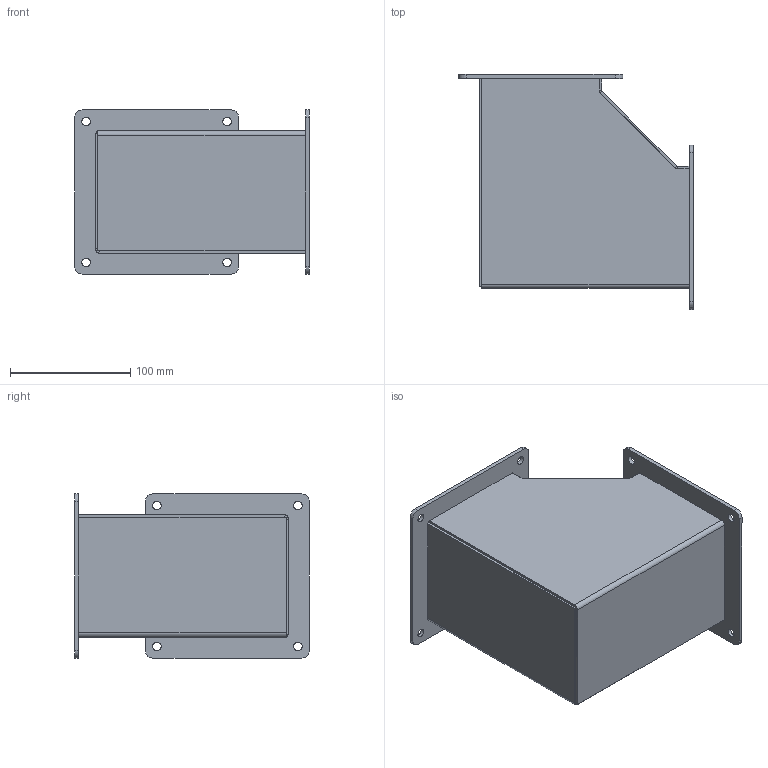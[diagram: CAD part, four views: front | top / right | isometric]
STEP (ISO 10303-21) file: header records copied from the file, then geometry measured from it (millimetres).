
FILE_DESCRIPTION(/* description */ ('JW, WW-FITTING, ELBOW, 90°, TUB HALF, CS, 4"'),/* implementation_level */ '2;1');
FILE_NAME(/* name */ 'JWL904.stp',/* time_stamp */ '2017-05-16T10:22:23-05:00',/* author */ ('mraetz'),/* organization */ (''),/* preprocessor_version */ 'ST-DEVELOPER v16.1',/* originating_system */ 'Autodesk Inventor 2016',/* authorisation */ '');
FILE_SCHEMA (('AUTOMOTIVE_DESIGN { 1 0 10303 214 3 1 1 }'));
Length unit declared in the file: inch
Products named in the file (4): JWL904BKP; JWL904POST; JW4_RING; JWL904
Assembly tree (5 placements, depth 2):
  JWL904
    JWL904BKP  x2
    JWL904POST
    JW4_RING  x2
Bounding box: 195.26 x 195.26 x 136.53 mm (x, y, z)
Volume: 236639.9 mm3; surface area: 239912.7 mm2
Topology: 5 solids, 5 shells, 100 faces, 238 edges, 148 vertices
Faces by surface type: plane 68, cylinder 32
Full cylindrical faces by diameter (mm): 7.144 x8
Entity records: 1864 total; most frequent: DIRECTION 313, CARTESIAN_POINT 293, ORIENTED_EDGE 274, EDGE_CURVE 137, AXIS2_PLACEMENT_3D 106, LINE 101, VECTOR 101, VERTEX_POINT 86
